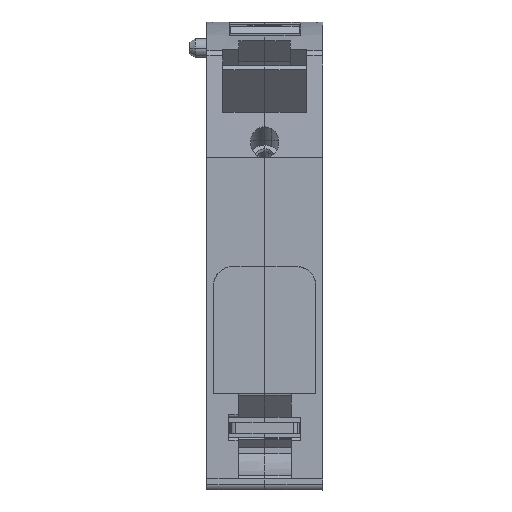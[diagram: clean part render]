
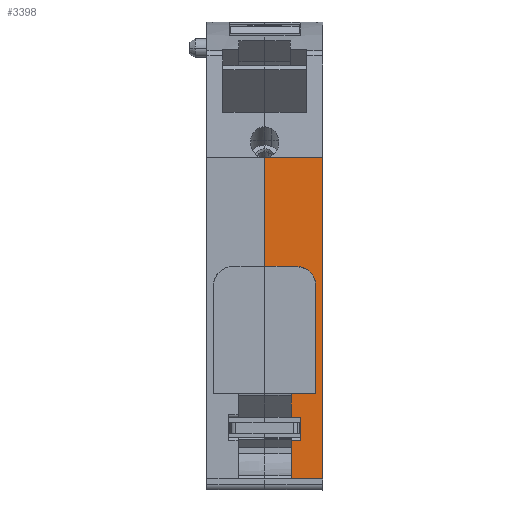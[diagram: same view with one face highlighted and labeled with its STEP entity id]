
A CAD part, front view. The second image highlights one B-rep face of the part: STEP entity #3398.
In plain terms, the highlighted planar face has unit normal (0, -1, 0).
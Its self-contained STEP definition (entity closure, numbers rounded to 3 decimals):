
#3252=AXIS2_PLACEMENT_3D('Plane Axis2P3D',#3249,#3250,#3251) ;
#543=CARTESIAN_POINT('Vertex',(13.,3.48,1.907)) ;
#546=CARTESIAN_POINT('Line Origine',(13.,3.48,1.927)) ;
#550=CARTESIAN_POINT('Vertex',(13.,3.48,1.947)) ;
#701=CARTESIAN_POINT('Vertex',(13.,3.48,38.652)) ;
#704=CARTESIAN_POINT('Line Origine',(13.,3.48,48.021)) ;
#708=CARTESIAN_POINT('Vertex',(13.,3.48,57.39)) ;
#3249=CARTESIAN_POINT('Axis2P3D Location',(3.,3.48,57.4)) ;
#3258=CARTESIAN_POINT('Vertex',(23.,3.48,1.907)) ;
#3261=CARTESIAN_POINT('Line Origine',(18.,3.48,1.907)) ;
#3273=CARTESIAN_POINT('Line Origine',(19.725,3.48,16.65)) ;
#3277=CARTESIAN_POINT('Vertex',(17.6,3.48,16.65)) ;
#3279=CARTESIAN_POINT('Vertex',(21.85,3.48,16.65)) ;
#3282=CARTESIAN_POINT('Line Origine',(17.6,3.48,14.598)) ;
#3286=CARTESIAN_POINT('Vertex',(17.6,3.48,12.546)) ;
#3289=CARTESIAN_POINT('Line Origine',(18.4,3.48,12.546)) ;
#3293=CARTESIAN_POINT('Vertex',(19.2,3.48,12.546)) ;
#3296=CARTESIAN_POINT('Line Origine',(19.2,3.48,10.561)) ;
#3300=CARTESIAN_POINT('Vertex',(19.2,3.48,8.576)) ;
#3303=CARTESIAN_POINT('Line Origine',(18.4,3.48,8.569)) ;
#3307=CARTESIAN_POINT('Vertex',(17.6,3.48,8.562)) ;
#3310=CARTESIAN_POINT('Line Origine',(17.6,3.48,5.484)) ;
#3314=CARTESIAN_POINT('Vertex',(17.6,3.48,2.406)) ;
#3317=CARTESIAN_POINT('Line Origine',(17.6,3.48,2.176)) ;
#3321=CARTESIAN_POINT('Vertex',(17.6,3.48,1.947)) ;
#3324=CARTESIAN_POINT('Line Origine',(15.3,3.48,1.947)) ;
#3329=CARTESIAN_POINT('Line Origine',(23.,3.48,29.653)) ;
#3333=CARTESIAN_POINT('Vertex',(23.,3.48,57.4)) ;
#3336=CARTESIAN_POINT('Line Origine',(18.104,3.48,57.4)) ;
#3340=CARTESIAN_POINT('Vertex',(13.207,3.48,57.4)) ;
#3344=CARTESIAN_POINT('Control Point',(13.,3.48,57.39)) ;
#3345=CARTESIAN_POINT('Control Point',(13.042,3.48,57.39)) ;
#3346=CARTESIAN_POINT('Control Point',(13.083,3.48,57.391)) ;
#3347=CARTESIAN_POINT('Control Point',(13.125,3.48,57.393)) ;
#3348=CARTESIAN_POINT('Control Point',(13.166,3.48,57.396)) ;
#3349=CARTESIAN_POINT('Control Point',(13.207,3.48,57.4)) ;
#3351=CARTESIAN_POINT('Line Origine',(15.758,3.48,38.652)) ;
#3355=CARTESIAN_POINT('Vertex',(18.515,3.48,38.652)) ;
#3359=CARTESIAN_POINT('Control Point',(18.515,3.48,38.652)) ;
#3360=CARTESIAN_POINT('Control Point',(18.872,3.48,38.651)) ;
#3361=CARTESIAN_POINT('Control Point',(19.229,3.48,38.6)) ;
#3362=CARTESIAN_POINT('Control Point',(19.576,3.48,38.501)) ;
#3363=CARTESIAN_POINT('Control Point',(20.241,3.48,38.213)) ;
#3364=CARTESIAN_POINT('Control Point',(20.807,3.48,37.764)) ;
#3365=CARTESIAN_POINT('Control Point',(21.061,3.48,37.502)) ;
#3366=CARTESIAN_POINT('Control Point',(21.47,3.48,36.946)) ;
#3367=CARTESIAN_POINT('Control Point',(21.724,3.48,36.308)) ;
#3368=CARTESIAN_POINT('Control Point',(21.807,3.48,35.993)) ;
#3369=CARTESIAN_POINT('Control Point',(21.849,3.48,35.672)) ;
#3370=CARTESIAN_POINT('Control Point',(21.85,3.48,35.35)) ;
#3371=CARTESIAN_POINT('Vertex',(21.85,3.48,35.35)) ;
#3374=CARTESIAN_POINT('Line Origine',(21.85,3.48,26.)) ;
#547=DIRECTION('Vector Direction',(0.,0.,-1.)) ;
#705=DIRECTION('Vector Direction',(0.,0.,1.)) ;
#3250=DIRECTION('Axis2P3D Direction',(0.,-1.,0.)) ;
#3251=DIRECTION('Axis2P3D XDirection',(0.,0.,-1.)) ;
#3262=DIRECTION('Vector Direction',(1.,0.,0.)) ;
#3274=DIRECTION('Vector Direction',(-1.,0.,0.)) ;
#3283=DIRECTION('Vector Direction',(0.,0.,1.)) ;
#3290=DIRECTION('Vector Direction',(1.,0.,0.)) ;
#3297=DIRECTION('Vector Direction',(0.,0.,-1.)) ;
#3304=DIRECTION('Vector Direction',(1.,0.,0.009)) ;
#3311=DIRECTION('Vector Direction',(0.,0.,-1.)) ;
#3318=DIRECTION('Vector Direction',(0.,0.,-1.)) ;
#3325=DIRECTION('Vector Direction',(-1.,0.,0.)) ;
#3330=DIRECTION('Vector Direction',(0.,0.,-1.)) ;
#3337=DIRECTION('Vector Direction',(1.,0.,0.)) ;
#3352=DIRECTION('Vector Direction',(1.,0.,0.)) ;
#3375=DIRECTION('Vector Direction',(0.,0.,-1.)) ;
#548=VECTOR('Line Direction',#547,1.) ;
#706=VECTOR('Line Direction',#705,1.) ;
#3263=VECTOR('Line Direction',#3262,1.) ;
#3275=VECTOR('Line Direction',#3274,1.) ;
#3284=VECTOR('Line Direction',#3283,1.) ;
#3291=VECTOR('Line Direction',#3290,1.) ;
#3298=VECTOR('Line Direction',#3297,1.) ;
#3305=VECTOR('Line Direction',#3304,1.) ;
#3312=VECTOR('Line Direction',#3311,1.) ;
#3319=VECTOR('Line Direction',#3318,1.) ;
#3326=VECTOR('Line Direction',#3325,1.) ;
#3331=VECTOR('Line Direction',#3330,1.) ;
#3338=VECTOR('Line Direction',#3337,1.) ;
#3353=VECTOR('Line Direction',#3352,1.) ;
#3376=VECTOR('Line Direction',#3375,1.) ;
#3380=ORIENTED_EDGE('',*,*,#3281,.F.) ;
#3381=ORIENTED_EDGE('',*,*,#3288,.F.) ;
#3382=ORIENTED_EDGE('',*,*,#3295,.T.) ;
#3383=ORIENTED_EDGE('',*,*,#3302,.F.) ;
#3384=ORIENTED_EDGE('',*,*,#3309,.T.) ;
#3385=ORIENTED_EDGE('',*,*,#3316,.F.) ;
#3386=ORIENTED_EDGE('',*,*,#3323,.F.) ;
#3387=ORIENTED_EDGE('',*,*,#3328,.F.) ;
#3388=ORIENTED_EDGE('',*,*,#552,.F.) ;
#3389=ORIENTED_EDGE('',*,*,#3265,.T.) ;
#3390=ORIENTED_EDGE('',*,*,#3335,.F.) ;
#3391=ORIENTED_EDGE('',*,*,#3342,.T.) ;
#3392=ORIENTED_EDGE('',*,*,#3350,.F.) ;
#3393=ORIENTED_EDGE('',*,*,#710,.T.) ;
#3394=ORIENTED_EDGE('',*,*,#3357,.T.) ;
#3395=ORIENTED_EDGE('',*,*,#3373,.T.) ;
#3396=ORIENTED_EDGE('',*,*,#3378,.T.) ;
#3398=ADVANCED_FACE('MLD R PE',(#3397),#3253,.T.) ;
#3343=B_SPLINE_CURVE_WITH_KNOTS('',5,(#3344,#3345,#3346,#3347,#3348,#3349),.UNSPECIFIED.,.F.,.U.,(6,6),(0.,0.294),.UNSPECIFIED.) ;
#3358=B_SPLINE_CURVE_WITH_KNOTS('',5,(#3359,#3360,#3361,#3362,#3363,#3364,#3365,#3366,#3367,#3368,#3369,#3370),.UNSPECIFIED.,.F.,.U.,(6,3,3,6),(0.,2.521,5.076,7.371),.UNSPECIFIED.) ;
#552=EDGE_CURVE('',#544,#551,#549,.F.) ;
#710=EDGE_CURVE('',#709,#702,#707,.F.) ;
#3265=EDGE_CURVE('',#544,#3259,#3264,.T.) ;
#3281=EDGE_CURVE('',#3278,#3280,#3276,.F.) ;
#3288=EDGE_CURVE('',#3287,#3278,#3285,.T.) ;
#3295=EDGE_CURVE('',#3287,#3294,#3292,.T.) ;
#3302=EDGE_CURVE('',#3301,#3294,#3299,.F.) ;
#3309=EDGE_CURVE('',#3301,#3308,#3306,.F.) ;
#3316=EDGE_CURVE('',#3315,#3308,#3313,.F.) ;
#3323=EDGE_CURVE('',#3322,#3315,#3320,.F.) ;
#3328=EDGE_CURVE('',#551,#3322,#3327,.F.) ;
#3335=EDGE_CURVE('',#3334,#3259,#3332,.T.) ;
#3342=EDGE_CURVE('',#3334,#3341,#3339,.F.) ;
#3350=EDGE_CURVE('',#709,#3341,#3343,.T.) ;
#3357=EDGE_CURVE('',#702,#3356,#3354,.T.) ;
#3373=EDGE_CURVE('',#3356,#3372,#3358,.T.) ;
#3378=EDGE_CURVE('',#3372,#3280,#3377,.T.) ;
#3379=EDGE_LOOP('',(#3380,#3381,#3382,#3383,#3384,#3385,#3386,#3387,#3388,#3389,#3390,#3391,#3392,#3393,#3394,#3395,#3396)) ;
#3397=FACE_OUTER_BOUND('',#3379,.T.) ;
#549=LINE('Line',#546,#548) ;
#707=LINE('Line',#704,#706) ;
#3264=LINE('Line',#3261,#3263) ;
#3276=LINE('Line',#3273,#3275) ;
#3285=LINE('Line',#3282,#3284) ;
#3292=LINE('Line',#3289,#3291) ;
#3299=LINE('Line',#3296,#3298) ;
#3306=LINE('Line',#3303,#3305) ;
#3313=LINE('Line',#3310,#3312) ;
#3320=LINE('Line',#3317,#3319) ;
#3327=LINE('Line',#3324,#3326) ;
#3332=LINE('Line',#3329,#3331) ;
#3339=LINE('Line',#3336,#3338) ;
#3354=LINE('Line',#3351,#3353) ;
#3377=LINE('Line',#3374,#3376) ;
#3253=PLANE('',#3252) ;
#544=VERTEX_POINT('',#543) ;
#551=VERTEX_POINT('',#550) ;
#702=VERTEX_POINT('',#701) ;
#709=VERTEX_POINT('',#708) ;
#3259=VERTEX_POINT('',#3258) ;
#3278=VERTEX_POINT('',#3277) ;
#3280=VERTEX_POINT('',#3279) ;
#3287=VERTEX_POINT('',#3286) ;
#3294=VERTEX_POINT('',#3293) ;
#3301=VERTEX_POINT('',#3300) ;
#3308=VERTEX_POINT('',#3307) ;
#3315=VERTEX_POINT('',#3314) ;
#3322=VERTEX_POINT('',#3321) ;
#3334=VERTEX_POINT('',#3333) ;
#3341=VERTEX_POINT('',#3340) ;
#3356=VERTEX_POINT('',#3355) ;
#3372=VERTEX_POINT('',#3371) ;
